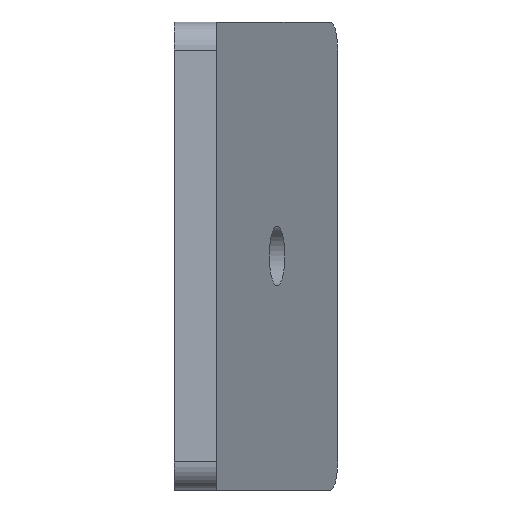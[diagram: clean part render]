
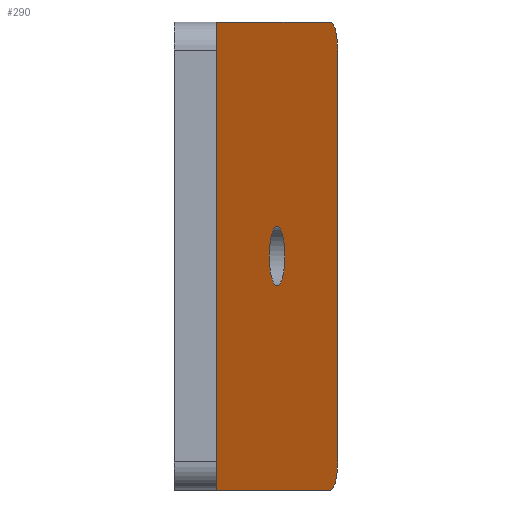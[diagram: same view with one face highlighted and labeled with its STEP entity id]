
A CAD part, front view. The second image highlights one B-rep face of the part: STEP entity #290.
In plain terms, the highlighted planar face has unit normal (0.966, -0.259, 0).
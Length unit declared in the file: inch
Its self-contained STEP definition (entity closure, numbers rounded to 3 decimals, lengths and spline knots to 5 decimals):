
#16=FACE_BOUND('',#49,.T.);
#21=PLANE('',#333);
#32=FACE_OUTER_BOUND('',#48,.T.);
#48=EDGE_LOOP('',(#220,#221,#222,#223,#224,#225));
#49=EDGE_LOOP('',(#226));
#72=LINE('',#483,#97);
#73=LINE('',#487,#98);
#74=LINE('',#489,#99);
#75=LINE('',#490,#100);
#97=VECTOR('',#392,0.3937);
#98=VECTOR('',#395,0.3937);
#99=VECTOR('',#396,0.3937);
#100=VECTOR('',#397,0.3937);
#117=CIRCLE('',#331,0.06);
#119=CIRCLE('',#334,0.06);
#120=CIRCLE('',#335,0.064);
#139=VERTEX_POINT('',#473);
#140=VERTEX_POINT('',#474);
#143=VERTEX_POINT('',#482);
#144=VERTEX_POINT('',#484);
#145=VERTEX_POINT('',#486);
#146=VERTEX_POINT('',#488);
#147=VERTEX_POINT('',#491);
#170=EDGE_CURVE('',#139,#140,#117,.T.);
#174=EDGE_CURVE('',#143,#139,#72,.T.);
#175=EDGE_CURVE('',#144,#143,#119,.T.);
#176=EDGE_CURVE('',#145,#144,#73,.T.);
#177=EDGE_CURVE('',#145,#146,#74,.T.);
#178=EDGE_CURVE('',#140,#146,#75,.T.);
#179=EDGE_CURVE('',#147,#147,#120,.T.);
#220=ORIENTED_EDGE('',*,*,#170,.F.);
#221=ORIENTED_EDGE('',*,*,#174,.F.);
#222=ORIENTED_EDGE('',*,*,#175,.F.);
#223=ORIENTED_EDGE('',*,*,#176,.F.);
#224=ORIENTED_EDGE('',*,*,#177,.T.);
#225=ORIENTED_EDGE('',*,*,#178,.F.);
#226=ORIENTED_EDGE('',*,*,#179,.T.);
#290=ADVANCED_FACE('',(#32,#16),#21,.T.);
#331=AXIS2_PLACEMENT_3D('',#475,#384,#385);
#333=AXIS2_PLACEMENT_3D('',#481,#390,#391);
#334=AXIS2_PLACEMENT_3D('',#485,#393,#394);
#335=AXIS2_PLACEMENT_3D('',#492,#398,#399);
#384=DIRECTION('center_axis',(-0.966,0.259,0.));
#385=DIRECTION('ref_axis',(0.183,0.683,-0.707));
#390=DIRECTION('center_axis',(0.966,-0.259,0.));
#391=DIRECTION('ref_axis',(-0.259,-0.966,0.));
#392=DIRECTION('',(0.,0.,-1.));
#393=DIRECTION('center_axis',(-0.966,0.259,0.));
#394=DIRECTION('ref_axis',(0.183,0.683,0.707));
#395=DIRECTION('',(0.259,0.966,0.));
#396=DIRECTION('',(0.,0.,-1.));
#397=DIRECTION('',(-0.259,-0.966,0.));
#398=DIRECTION('center_axis',(-0.966,0.259,0.));
#399=DIRECTION('ref_axis',(0.,0.,1.));
#473=CARTESIAN_POINT('',(0.34882,0.96593,-0.94));
#474=CARTESIAN_POINT('',(0.33329,0.90797,-1.));
#475=CARTESIAN_POINT('Origin',(0.33329,0.90797,-0.94));
#481=CARTESIAN_POINT('Origin',(0.34882,0.96593,0.));
#482=CARTESIAN_POINT('',(0.34882,0.96593,-0.06));
#483=CARTESIAN_POINT('',(0.34882,0.96593,0.));
#484=CARTESIAN_POINT('',(0.33329,0.90797,0.));
#485=CARTESIAN_POINT('Origin',(0.33329,0.90797,-0.06));
#486=CARTESIAN_POINT('',(0.09,0.,0.));
#487=CARTESIAN_POINT('',(0.09,0.,0.));
#488=CARTESIAN_POINT('',(0.09,0.,-1.));
#489=CARTESIAN_POINT('',(0.09,0.,0.));
#490=CARTESIAN_POINT('',(0.09,0.,-1.));
#491=CARTESIAN_POINT('',(0.21941,0.48296,-0.564));
#492=CARTESIAN_POINT('Origin',(0.21941,0.48296,-0.5));
